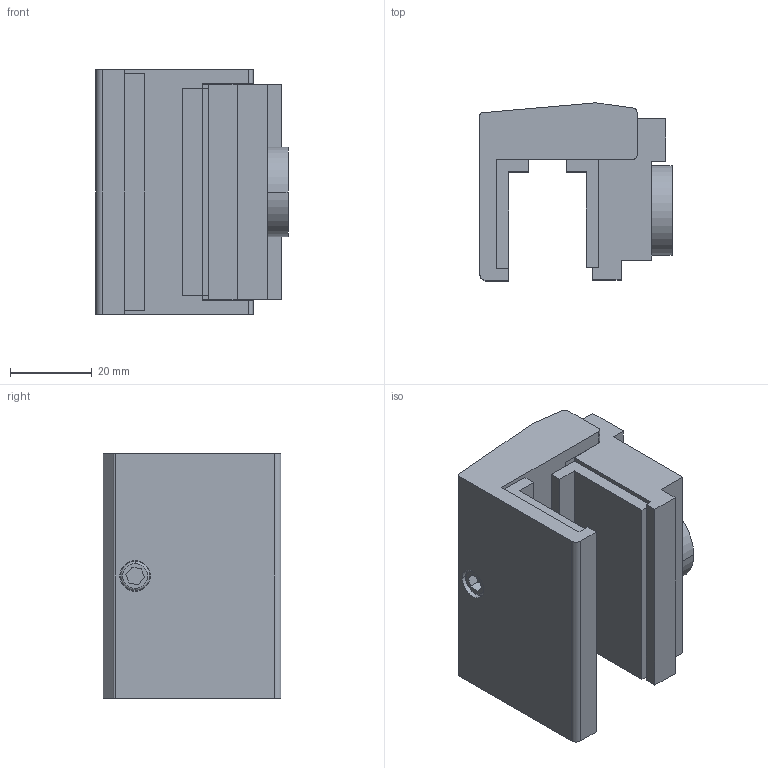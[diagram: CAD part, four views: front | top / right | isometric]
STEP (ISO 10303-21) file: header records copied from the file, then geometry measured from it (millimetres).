
FILE_DESCRIPTION (( 'STEP AP203' ), '1' );
FILE_NAME ('3D_GG4042 Flach_188758990.STEP', '2024-11-15T14:21:42', ( '' ), ( '' ), 'SwSTEP 2.0', 'SolidWorks 2023', '' );
FILE_SCHEMA (( 'CONFIG_CONTROL_DESIGN' ));
Length unit declared in the file: millimetre
Products named in the file (1): 3D_GG4042 Flach_188758990
Bounding box: 47.08 x 43.62 x 60 mm (x, y, z)
Volume: 61955.8 mm3; surface area: 32506.6 mm2
Topology: 5 solids, 6 shells, 137 faces, 330 edges, 218 vertices
Faces by surface type: plane 84, cylinder 47, cone 4, torus 2
Entity records: 4077 total; most frequent: DIRECTION 708, CARTESIAN_POINT 686, ORIENTED_EDGE 660, EDGE_CURVE 330, AXIS2_PLACEMENT_3D 240, LINE 228, VECTOR 228, VERTEX_POINT 218
